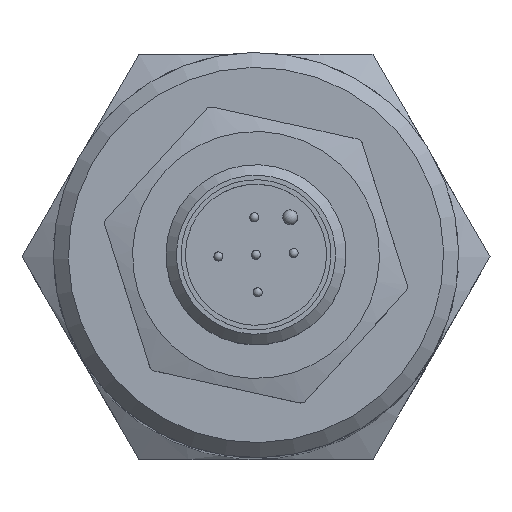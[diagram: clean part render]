
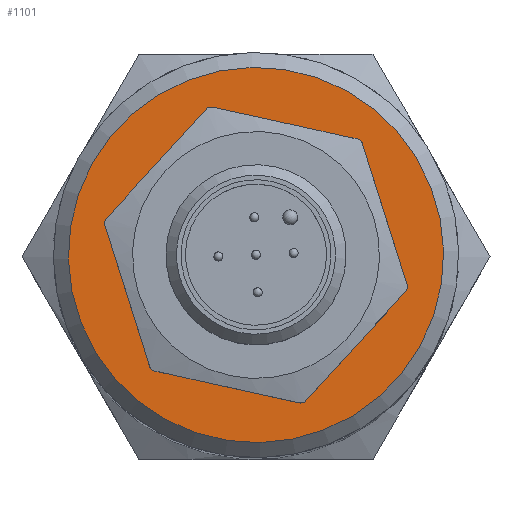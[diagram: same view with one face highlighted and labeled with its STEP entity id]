
A CAD part, top view. The second image highlights one B-rep face of the part: STEP entity #1101.
In plain terms, the highlighted face is planar.
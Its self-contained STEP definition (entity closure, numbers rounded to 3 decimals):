
#1101=ADVANCED_FACE('',(#2435,#2437),#2439,.T.);
#2435=FACE_BOUND('',#2436,.T.);
#2436=EDGE_LOOP('',(#3392));
#2437=FACE_BOUND('',#2438,.T.);
#2438=EDGE_LOOP('',(#3393));
#2439=PLANE('',#2440);
#2440=AXIS2_PLACEMENT_3D('',#2441,#2442,#2443);
#2441=CARTESIAN_POINT('',(0.,3.2,0.));
#2442=DIRECTION('',(0.,1.,-0.));
#2443=DIRECTION('',(0.,0.,1.));
#3392=ORIENTED_EDGE('',*,*,#3786,.T.);
#3393=ORIENTED_EDGE('',*,*,#3781,.T.);
#3781=EDGE_CURVE('',#4140,#4140,#4141,.T.);
#3786=EDGE_CURVE('',#4150,#4150,#4151,.T.);
#4140=VERTEX_POINT('',#5536);
#4141=CIRCLE('',#5537,9.);
#4150=VERTEX_POINT('',#5561);
#4151=CIRCLE('',#5562,12.5);
#5536=CARTESIAN_POINT('',(0.,3.2,9.));
#5537=AXIS2_PLACEMENT_3D('',#5538,#5539,#5540);
#5538=CARTESIAN_POINT('',(0.,3.2,0.));
#5539=DIRECTION('',(-0.,-1.,0.));
#5540=DIRECTION('',(0.,0.,1.));
#5561=CARTESIAN_POINT('',(0.,3.2,-12.5));
#5562=AXIS2_PLACEMENT_3D('',#5563,#5564,#5565);
#5563=CARTESIAN_POINT('',(0.,3.2,0.));
#5564=DIRECTION('',(0.,1.,-0.));
#5565=DIRECTION('',(0.,0.,1.));
